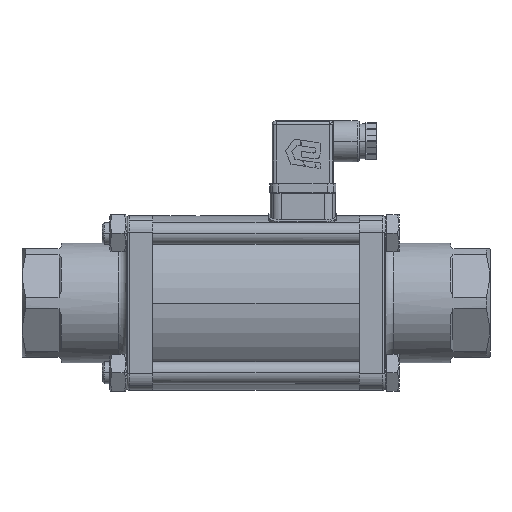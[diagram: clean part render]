
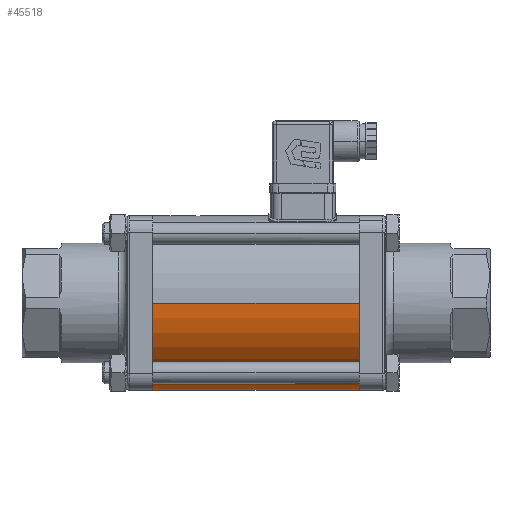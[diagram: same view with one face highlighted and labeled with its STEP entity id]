
A CAD part, front view. The second image highlights one B-rep face of the part: STEP entity #45518.
In plain terms, the highlighted cylindrical face has radius 40 mm (diameter 80 mm), a partial arc.
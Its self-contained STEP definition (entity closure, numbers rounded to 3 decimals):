
#4158=CARTESIAN_POINT('',(-69.,40.,-0.));
#4159=VERTEX_POINT('',#4158);
#4924=CARTESIAN_POINT('',(26.,-0.,-40.));
#4925=VERTEX_POINT('',#4924);
#4926=CARTESIAN_POINT('',(26.,-40.,0.));
#4927=VERTEX_POINT('',#4926);
#4928=CARTESIAN_POINT('',(26.,-0.,0.));
#4929=DIRECTION('',(-1.,0.,-0.));
#4930=DIRECTION('',(0.,1.,-0.));
#4931=AXIS2_PLACEMENT_3D('',#4928,#4929,#4930);
#4932=CIRCLE('',#4931,40.);
#4933=EDGE_CURVE('',#4925,#4927,#4932,.T.);
#5685=CARTESIAN_POINT('',(26.,40.,-0.));
#5686=VERTEX_POINT('',#5685);
#5687=CARTESIAN_POINT('',(26.,-0.,0.));
#5688=DIRECTION('',(-1.,0.,-0.));
#5689=DIRECTION('',(0.,1.,-0.));
#5690=AXIS2_PLACEMENT_3D('',#5687,#5688,#5689);
#5691=CIRCLE('',#5690,40.);
#5692=EDGE_CURVE('',#5686,#4925,#5691,.T.);
#6444=CARTESIAN_POINT('',(-69.,-0.,-40.));
#6445=VERTEX_POINT('',#6444);
#6446=CARTESIAN_POINT('',(-69.,0.,0.));
#6447=DIRECTION('',(-1.,0.,-0.));
#6448=DIRECTION('',(0.,1.,-0.));
#6449=AXIS2_PLACEMENT_3D('',#6446,#6447,#6448);
#6450=CIRCLE('',#6449,40.);
#6451=EDGE_CURVE('',#4159,#6445,#6450,.T.);
#8765=CARTESIAN_POINT('',(-69.,-40.,0.));
#8766=VERTEX_POINT('',#8765);
#8767=CARTESIAN_POINT('',(-69.,0.,0.));
#8768=DIRECTION('',(-1.,0.,-0.));
#8769=DIRECTION('',(0.,1.,-0.));
#8770=AXIS2_PLACEMENT_3D('',#8767,#8768,#8769);
#8771=CIRCLE('',#8770,40.);
#8772=EDGE_CURVE('',#6445,#8766,#8771,.T.);
#39392=CARTESIAN_POINT('',(26.,40.,-0.));
#39393=DIRECTION('',(-1.,0.,-0.));
#39394=VECTOR('',#39393,95.);
#39395=LINE('',#39392,#39394);
#39396=EDGE_CURVE('',#5686,#4159,#39395,.T.);
#39400=CARTESIAN_POINT('',(26.,-40.,-0.));
#39401=DIRECTION('',(-1.,0.,-0.));
#39402=VECTOR('',#39401,95.);
#39403=LINE('',#39400,#39402);
#39404=EDGE_CURVE('',#4927,#8766,#39403,.T.);
#45505=CARTESIAN_POINT('',(-69.,0.,0.));
#45506=DIRECTION('',(1.,-0.,0.));
#45507=DIRECTION('',(0.,1.,-0.));
#45508=AXIS2_PLACEMENT_3D('',#45505,#45506,#45507);
#45509=CYLINDRICAL_SURFACE('',#45508,40.);
#45510=ORIENTED_EDGE('',*,*,#39396,.F.);
#45511=ORIENTED_EDGE('',*,*,#5692,.T.);
#45512=ORIENTED_EDGE('',*,*,#4933,.T.);
#45513=ORIENTED_EDGE('',*,*,#39404,.T.);
#45514=ORIENTED_EDGE('',*,*,#8772,.F.);
#45515=ORIENTED_EDGE('',*,*,#6451,.F.);
#45516=EDGE_LOOP('',(#45510,#45511,#45512,#45513,#45514,#45515));
#45517=FACE_BOUND('',#45516,.T.);
#45518=ADVANCED_FACE('',(#45517),#45509,.T.);
